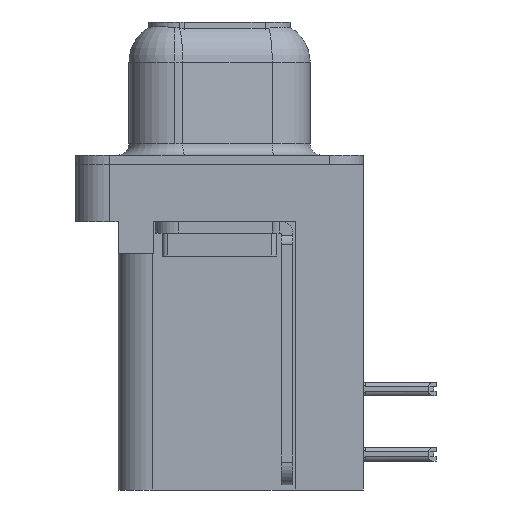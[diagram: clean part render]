
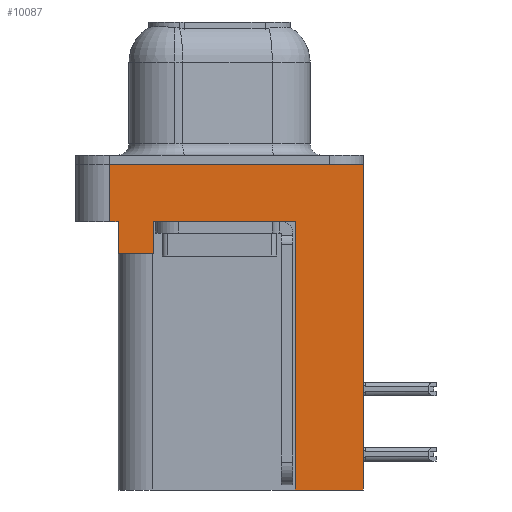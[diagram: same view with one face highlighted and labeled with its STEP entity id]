
A CAD part, left-side view. The second image highlights one B-rep face of the part: STEP entity #10087.
In plain terms, the highlighted planar face has unit normal (-1, 0, 0).
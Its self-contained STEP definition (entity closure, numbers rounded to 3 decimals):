
#334 = DIRECTION ( 'NONE',  ( 0., 0., 1. ) ) ;
#389 = VECTOR ( 'NONE', #8673, 1000. ) ;
#463 = CARTESIAN_POINT ( 'NONE',  ( -2.91, 2.895, -2.5 ) ) ;
#721 = ORIENTED_EDGE ( 'NONE', *, *, #6141, .T. ) ;
#1466 = VECTOR ( 'NONE', #9720, 1000. ) ;
#1959 = CARTESIAN_POINT ( 'NONE',  ( -2.91, 4.775, -2.5 ) ) ;
#2132 = ORIENTED_EDGE ( 'NONE', *, *, #11977, .T. ) ;
#2268 = CARTESIAN_POINT ( 'NONE',  ( -2.91, -6.275, -2.5 ) ) ;
#2482 = DIRECTION ( 'NONE',  ( -1., 0., 0. ) ) ;
#2696 = VERTEX_POINT ( 'NONE', #16247 ) ;
#2989 = DIRECTION ( 'NONE',  ( 0., 0., 1. ) ) ;
#3058 = CARTESIAN_POINT ( 'NONE',  ( -2.91, 4.425, -3.9 ) ) ;
#3156 = VERTEX_POINT ( 'NONE', #14271 ) ;
#3627 = CARTESIAN_POINT ( 'NONE',  ( -2.91, 4.425, -2.5 ) ) ;
#4209 = DIRECTION ( 'NONE',  ( 0., -1., 0. ) ) ;
#4298 = EDGE_CURVE ( 'NONE', #5743, #2696, #13820, .T. ) ;
#4700 = AXIS2_PLACEMENT_3D ( 'NONE', #2268, #2482, #20691 ) ;
#5538 = LINE ( 'NONE', #15785, #13092 ) ;
#5693 = DIRECTION ( 'NONE',  ( 0., -1., 0. ) ) ;
#5743 = VERTEX_POINT ( 'NONE', #17440 ) ;
#5806 = CARTESIAN_POINT ( 'NONE',  ( -2.91, -6.275, 0. ) ) ;
#5972 = CARTESIAN_POINT ( 'NONE',  ( -2.91, -3.295, -14.2 ) ) ;
#6141 = EDGE_CURVE ( 'NONE', #19942, #18758, #8116, .T. ) ;
#6196 = LINE ( 'NONE', #19382, #7899 ) ;
#7247 = LINE ( 'NONE', #10629, #389 ) ;
#7264 = ORIENTED_EDGE ( 'NONE', *, *, #14214, .T. ) ;
#7899 = VECTOR ( 'NONE', #14780, 1000. ) ;
#8116 = LINE ( 'NONE', #14640, #11272 ) ;
#8129 = LINE ( 'NONE', #13127, #16333 ) ;
#8508 = ORIENTED_EDGE ( 'NONE', *, *, #11692, .T. ) ;
#8610 = VECTOR ( 'NONE', #4209, 1000. ) ;
#8673 = DIRECTION ( 'NONE',  ( 0., 0., 1. ) ) ;
#9050 = VERTEX_POINT ( 'NONE', #16204 ) ;
#9410 = VERTEX_POINT ( 'NONE', #14437 ) ;
#9720 = DIRECTION ( 'NONE',  ( 0., 0., 1. ) ) ;
#10031 = LINE ( 'NONE', #3058, #1466 ) ;
#10087 = ADVANCED_FACE ( 'NONE', ( #13826 ), #12068, .T. ) ;
#10173 = ORIENTED_EDGE ( 'NONE', *, *, #4298, .F. ) ;
#10425 = ORIENTED_EDGE ( 'NONE', *, *, #16569, .F. ) ;
#10530 = LINE ( 'NONE', #10755, #8610 ) ;
#10621 = ORIENTED_EDGE ( 'NONE', *, *, #16282, .F. ) ;
#10629 = CARTESIAN_POINT ( 'NONE',  ( -2.91, -3.295, -14.2 ) ) ;
#10745 = VERTEX_POINT ( 'NONE', #3627 ) ;
#10755 = CARTESIAN_POINT ( 'NONE',  ( -2.91, -6.275, -2.5 ) ) ;
#11272 = VECTOR ( 'NONE', #2989, 1000. ) ;
#11435 = EDGE_CURVE ( 'NONE', #19942, #3156, #5538, .T. ) ;
#11484 = VERTEX_POINT ( 'NONE', #14031 ) ;
#11692 = EDGE_CURVE ( 'NONE', #11484, #10745, #6196, .T. ) ;
#11857 = VECTOR ( 'NONE', #5693, 1000. ) ;
#11977 = EDGE_CURVE ( 'NONE', #18758, #9410, #10530, .T. ) ;
#12068 = PLANE ( 'NONE',  #4700 ) ;
#12613 = DIRECTION ( 'NONE',  ( 0., 1., 0. ) ) ;
#13092 = VECTOR ( 'NONE', #18936, 1000. ) ;
#13127 = CARTESIAN_POINT ( 'NONE',  ( -2.91, -6.275, -2.5 ) ) ;
#13621 = LINE ( 'NONE', #1959, #14321 ) ;
#13820 = LINE ( 'NONE', #5972, #19490 ) ;
#13826 = FACE_OUTER_BOUND ( 'NONE', #20495, .T. ) ;
#14031 = CARTESIAN_POINT ( 'NONE',  ( -2.91, 4.775, -2.5 ) ) ;
#14075 = LINE ( 'NONE', #5806, #11857 ) ;
#14151 = DIRECTION ( 'NONE',  ( 0., 0., 1. ) ) ;
#14214 = EDGE_CURVE ( 'NONE', #5743, #16326, #8129, .T. ) ;
#14271 = CARTESIAN_POINT ( 'NONE',  ( -2.91, 4.425, -3.9 ) ) ;
#14321 = VECTOR ( 'NONE', #334, 1000. ) ;
#14437 = CARTESIAN_POINT ( 'NONE',  ( -2.91, -3.295, -2.5 ) ) ;
#14640 = CARTESIAN_POINT ( 'NONE',  ( -2.91, 2.895, -3.9 ) ) ;
#14780 = DIRECTION ( 'NONE',  ( 0., -1., 0. ) ) ;
#15783 = EDGE_CURVE ( 'NONE', #2696, #9410, #7247, .T. ) ;
#15785 = CARTESIAN_POINT ( 'NONE',  ( -2.91, 4.425, -3.9 ) ) ;
#15981 = ORIENTED_EDGE ( 'NONE', *, *, #15783, .F. ) ;
#16204 = CARTESIAN_POINT ( 'NONE',  ( -2.91, 4.775, 0. ) ) ;
#16247 = CARTESIAN_POINT ( 'NONE',  ( -2.91, -3.295, -14.2 ) ) ;
#16282 = EDGE_CURVE ( 'NONE', #9050, #16326, #14075, .T. ) ;
#16326 = VERTEX_POINT ( 'NONE', #17349 ) ;
#16333 = VECTOR ( 'NONE', #14151, 1000. ) ;
#16569 = EDGE_CURVE ( 'NONE', #11484, #9050, #13621, .T. ) ;
#16753 = ORIENTED_EDGE ( 'NONE', *, *, #11435, .F. ) ;
#17151 = ORIENTED_EDGE ( 'NONE', *, *, #17453, .F. ) ;
#17349 = CARTESIAN_POINT ( 'NONE',  ( -2.91, -6.275, 0. ) ) ;
#17440 = CARTESIAN_POINT ( 'NONE',  ( -2.91, -6.275, -14.2 ) ) ;
#17453 = EDGE_CURVE ( 'NONE', #3156, #10745, #10031, .T. ) ;
#18758 = VERTEX_POINT ( 'NONE', #463 ) ;
#18936 = DIRECTION ( 'NONE',  ( 0., 1., 0. ) ) ;
#19190 = CARTESIAN_POINT ( 'NONE',  ( -2.91, 2.895, -3.9 ) ) ;
#19382 = CARTESIAN_POINT ( 'NONE',  ( -2.91, -6.275, -2.5 ) ) ;
#19490 = VECTOR ( 'NONE', #12613, 1000. ) ;
#19942 = VERTEX_POINT ( 'NONE', #19190 ) ;
#20495 = EDGE_LOOP ( 'NONE', ( #10621, #10425, #8508, #17151, #16753, #721, #2132, #15981, #10173, #7264 ) ) ;
#20691 = DIRECTION ( 'NONE',  ( 0., 0., 1. ) ) ;
